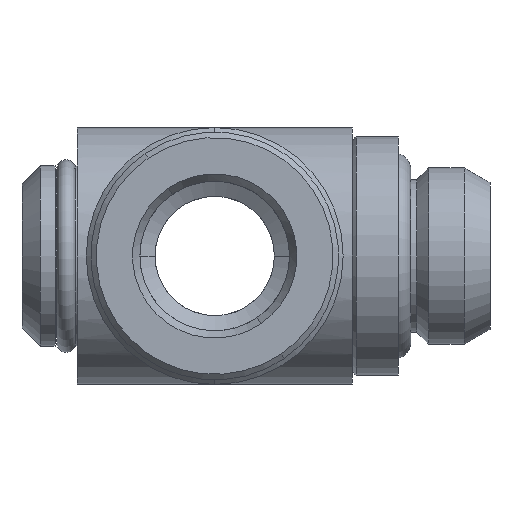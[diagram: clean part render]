
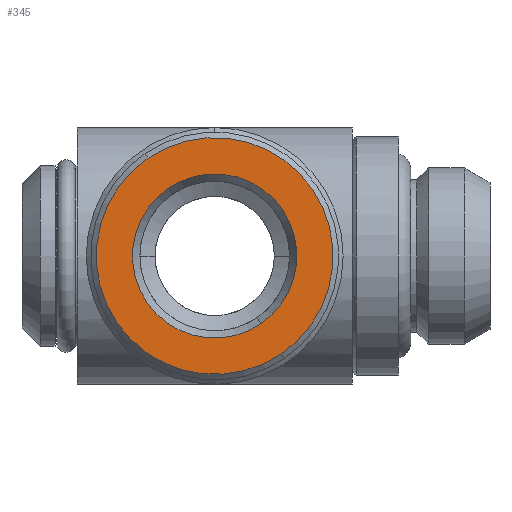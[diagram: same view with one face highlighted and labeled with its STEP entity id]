
A CAD part, left-side view. The second image highlights one B-rep face of the part: STEP entity #345.
In plain terms, the highlighted planar face has unit normal (-1, 0, 0).
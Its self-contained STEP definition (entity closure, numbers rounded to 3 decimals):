
#344 = EDGE_CURVE ( 'NONE', #5362, #5372, #4518, .T. ) ;
#345 = ADVANCED_FACE ( 'NONE', ( #4501, #4513 ), #4448, .T. ) ;
#346 = EDGE_LOOP ( 'NONE', ( #347, #348 ) ) ;
#347 = ORIENTED_EDGE ( 'NONE', *, *, #5371, .T. ) ;
#348 = ORIENTED_EDGE ( 'NONE', *, *, #344, .T. ) ;
#354 = EDGE_LOOP ( 'NONE', ( #355, #356 ) ) ;
#355 = ORIENTED_EDGE ( 'NONE', *, *, #5364, .F. ) ;
#356 = ORIENTED_EDGE ( 'NONE', *, *, #357, .F. ) ;
#357 = EDGE_CURVE ( 'NONE', #5363, #5394, #5254, .T. ) ;
#4097 = CARTESIAN_POINT ( 'NONE',  ( -23.7, 12.482, -3.7 ) ) ;
#4102 = DIRECTION ( 'NONE',  ( 0., -0.563, -0.827 ) ) ;
#4103 = DIRECTION ( 'NONE',  ( 1., 0., 0. ) ) ;
#4104 = CARTESIAN_POINT ( 'NONE',  ( -23.7, 15., 0. ) ) ;
#4105 = CARTESIAN_POINT ( 'NONE',  ( -23.7, 18.629, 5.332 ) ) ;
#4106 = CIRCLE ( 'NONE', #4107, 6.45 ) ;
#4107 = AXIS2_PLACEMENT_3D ( 'NONE', #4104, #4103, #4102 ) ;
#4113 = DIRECTION ( 'NONE',  ( 0., -0.563, -0.827 ) ) ;
#4114 = DIRECTION ( 'NONE',  ( 1., 0., 0. ) ) ;
#4115 = AXIS2_PLACEMENT_3D ( 'NONE', #4131, #4114, #4113 ) ;
#4131 = CARTESIAN_POINT ( 'NONE',  ( -23.7, 15., 0. ) ) ;
#4132 = CIRCLE ( 'NONE', #4115, 4.475 ) ;
#4133 = CARTESIAN_POINT ( 'NONE',  ( -23.7, 17.518, 3.7 ) ) ;
#4155 = CARTESIAN_POINT ( 'NONE',  ( -23.7, 11.371, -5.332 ) ) ;
#4445 = CARTESIAN_POINT ( 'NONE',  ( -23.7, 20.332, -3.629 ) ) ;
#4446 = DIRECTION ( 'NONE',  ( 0., 0.563, 0.827 ) ) ;
#4447 = AXIS2_PLACEMENT_3D ( 'NONE', #4445, #4449, #4446 ) ;
#4448 = PLANE ( 'NONE',  #4447 ) ;
#4449 = DIRECTION ( 'NONE',  ( -1., 0., 0. ) ) ;
#4501 = FACE_BOUND ( 'NONE', #346, .T. ) ;
#4513 = FACE_OUTER_BOUND ( 'NONE', #354, .T. ) ;
#4514 = DIRECTION ( 'NONE',  ( 0., -0.563, -0.827 ) ) ;
#4515 = DIRECTION ( 'NONE',  ( 1., 0., 0. ) ) ;
#4516 = CARTESIAN_POINT ( 'NONE',  ( -23.7, 15., 0. ) ) ;
#4517 = AXIS2_PLACEMENT_3D ( 'NONE', #4516, #4515, #4514 ) ;
#4518 = CIRCLE ( 'NONE', #4517, 4.475 ) ;
#5239 = DIRECTION ( 'NONE',  ( 0., -0.563, -0.827 ) ) ;
#5254 = CIRCLE ( 'NONE', #5271, 6.45 ) ;
#5269 = DIRECTION ( 'NONE',  ( 1., 0., 0. ) ) ;
#5270 = CARTESIAN_POINT ( 'NONE',  ( -23.7, 15., 0. ) ) ;
#5271 = AXIS2_PLACEMENT_3D ( 'NONE', #5270, #5269, #5239 ) ;
#5362 = VERTEX_POINT ( 'NONE', #4097 ) ;
#5363 = VERTEX_POINT ( 'NONE', #4105 ) ;
#5364 = EDGE_CURVE ( 'NONE', #5394, #5363, #4106, .T. ) ;
#5371 = EDGE_CURVE ( 'NONE', #5372, #5362, #4132, .T. ) ;
#5372 = VERTEX_POINT ( 'NONE', #4133 ) ;
#5394 = VERTEX_POINT ( 'NONE', #4155 ) ;
